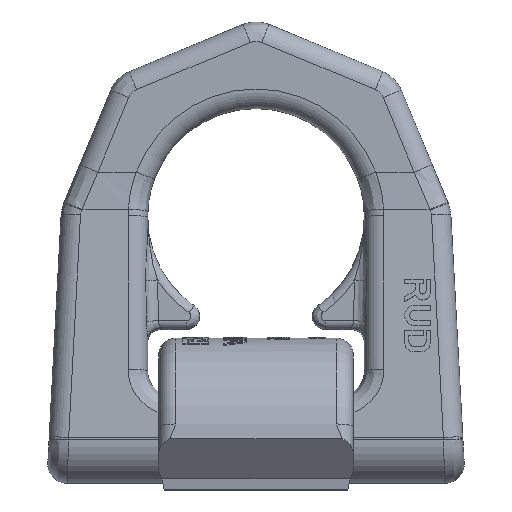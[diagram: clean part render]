
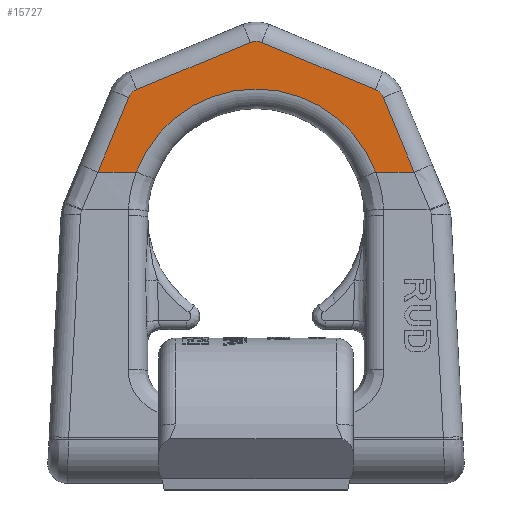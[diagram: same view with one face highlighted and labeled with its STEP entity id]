
A CAD part, top view. The second image highlights one B-rep face of the part: STEP entity #15727.
In plain terms, the highlighted planar face has unit normal (0, 0, 1).
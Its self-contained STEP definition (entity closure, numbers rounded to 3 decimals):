
#8941=CARTESIAN_POINT('',(-55.272,20.64,13.));
#8961=CARTESIAN_POINT('',(-73.01,20.64,13.));
#11170=DIRECTION('',(-1.,0.,0.));
#11171=VECTOR('',#11170,17.738);
#11172=CARTESIAN_POINT('',(-55.272,20.64,
13.));
#11173=LINE('',#11172,#11171);
#11174=DIRECTION('',(-0.383,-0.924,0.));
#11175=VECTOR('',#11174,37.27);
#11176=CARTESIAN_POINT('',(-58.747,55.073,13.));
#11177=LINE('',#11176,#11175);
#11178=CARTESIAN_POINT('',(-52.475,52.475,13.));
#11179=DIRECTION('',(0.,0.,1.));
#11180=DIRECTION('',(-0.383,0.924,0.));
#11181=AXIS2_PLACEMENT_3D('',#11178,#11179,#11180);
#11183=DIRECTION('',(-0.924,-0.383,0.));
#11184=VECTOR('',#11183,56.798);
#11185=CARTESIAN_POINT('',(-2.598,80.483,13.));
#11186=LINE('',#11185,#11184);
#11187=DIRECTION('',(0.924,-0.383,0.));
#11188=VECTOR('',#11187,56.798);
#11189=CARTESIAN_POINT('',(2.598,80.483,13.));
#11190=LINE('',#11189,#11188);
#11191=CARTESIAN_POINT('',(52.475,52.475,13.));
#11192=DIRECTION('',(0.,0.,-1.));
#11193=DIRECTION('',(0.383,0.924,0.));
#11194=AXIS2_PLACEMENT_3D('',#11191,#11192,#11193);
#11196=DIRECTION('',(0.383,-0.924,0.));
#11197=VECTOR('',#11196,37.27);
#11198=CARTESIAN_POINT('',(58.747,55.073,13.));
#11199=LINE('',#11198,#11197);
#11200=DIRECTION('',(1.,0.,0.));
#11201=VECTOR('',#11200,17.738);
#11202=CARTESIAN_POINT('',(55.272,20.64,13.));
#11203=LINE('',#11202,#11201);
#11209=CARTESIAN_POINT('',(0.,0.,13.));
#11210=DIRECTION('',(0.,0.,-1.));
#11211=DIRECTION('',(-0.937,0.35,0.));
#11212=AXIS2_PLACEMENT_3D('',#11209,#11210,#11211);
#11219=CARTESIAN_POINT('',(55.272,20.64,13.));
#11235=CARTESIAN_POINT('',(73.01,20.64,13.));
#11268=CARTESIAN_POINT('',(0.,74.211,13.));
#11269=DIRECTION('',(0.,0.,1.));
#11270=DIRECTION('',(0.383,0.924,0.));
#11271=AXIS2_PLACEMENT_3D('',#11268,#11269,#11270);
#12389=VERTEX_POINT('',#8961);
#12391=CARTESIAN_POINT('',(-58.747,55.073,13.));
#12392=VERTEX_POINT('',#12391);
#12395=CARTESIAN_POINT('',(-55.073,58.747,13.));
#12396=VERTEX_POINT('',#12395);
#12399=CARTESIAN_POINT('',(-2.598,80.483,13.));
#12400=VERTEX_POINT('',#12399);
#12423=VERTEX_POINT('',#11235);
#12425=CARTESIAN_POINT('',(58.747,55.073,13.));
#12426=VERTEX_POINT('',#12425);
#12429=CARTESIAN_POINT('',(55.073,58.747,13.));
#12430=VERTEX_POINT('',#12429);
#12433=CARTESIAN_POINT('',(2.598,80.483,13.));
#12434=VERTEX_POINT('',#12433);
#12515=VERTEX_POINT('',#8941);
#12538=VERTEX_POINT('',#11219);
#15702=CARTESIAN_POINT('',(0.,20.64,13.));
#15703=DIRECTION('',(0.,0.,1.));
#15704=DIRECTION('',(0.,1.,0.));
#15705=AXIS2_PLACEMENT_3D('',#15702,#15703,#15704);
#15706=PLANE('',#15705);
#15708=ORIENTED_EDGE('',*,*,#15707,.F.);
#15709=ORIENTED_EDGE('',*,*,#12616,.T.);
#15710=ORIENTED_EDGE('',*,*,#15693,.F.);
#15712=ORIENTED_EDGE('',*,*,#15711,.F.);
#15714=ORIENTED_EDGE('',*,*,#15713,.F.);
#15716=ORIENTED_EDGE('',*,*,#15715,.F.);
#15718=ORIENTED_EDGE('',*,*,#15717,.T.);
#15720=ORIENTED_EDGE('',*,*,#15719,.T.);
#15722=ORIENTED_EDGE('',*,*,#15721,.T.);
#15724=ORIENTED_EDGE('',*,*,#15723,.F.);
#15725=EDGE_LOOP('',(#15708,#15709,#15710,#15712,#15714,#15716,#15718,#15720,
#15722,#15724));
#15726=FACE_OUTER_BOUND('',#15725,.F.);
#15727=ADVANCED_FACE('',(#15726),#15706,.T.);
#11182=CIRCLE('',#11181,6.789);
#11195=CIRCLE('',#11194,6.789);
#11213=CIRCLE('',#11212,59.);
#11272=CIRCLE('',#11271,6.789);
#12616=EDGE_CURVE('',#12515,#12389,#11173,.T.);
#15693=EDGE_CURVE('',#12392,#12389,#11177,.T.);
#15707=EDGE_CURVE('',#12515,#12538,#11213,.T.);
#15711=EDGE_CURVE('',#12396,#12392,#11182,.T.);
#15713=EDGE_CURVE('',#12400,#12396,#11186,.T.);
#15715=EDGE_CURVE('',#12434,#12400,#11272,.T.);
#15717=EDGE_CURVE('',#12434,#12430,#11190,.T.);
#15719=EDGE_CURVE('',#12430,#12426,#11195,.T.);
#15721=EDGE_CURVE('',#12426,#12423,#11199,.T.);
#15723=EDGE_CURVE('',#12538,#12423,#11203,.T.);
